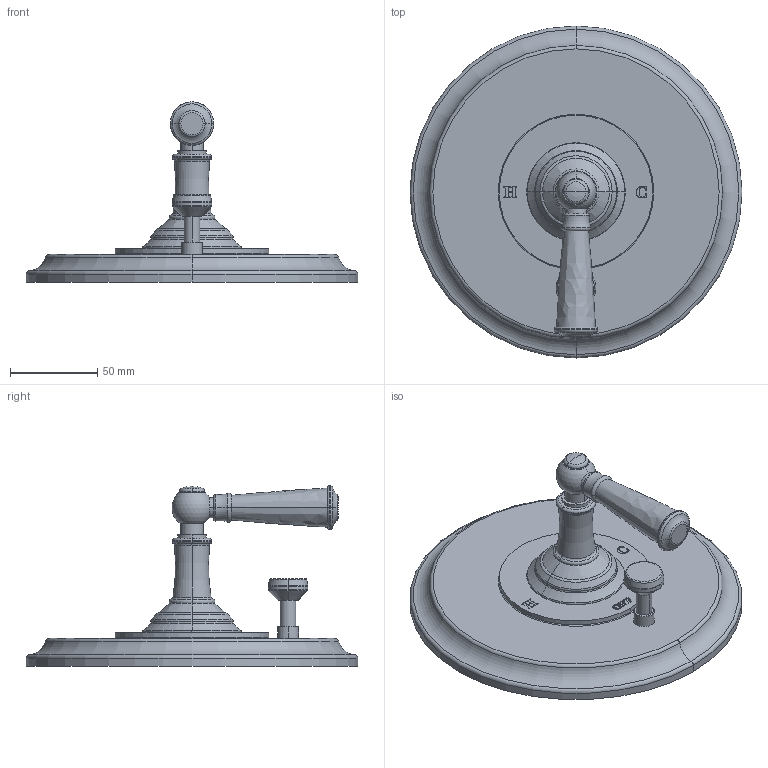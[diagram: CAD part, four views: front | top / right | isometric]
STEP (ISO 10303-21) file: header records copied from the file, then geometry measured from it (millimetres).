
FILE_DESCRIPTION((''),'2;1');
FILE_NAME('5-2412BP','2021-06-08T12:54:09',('jinson.thomas'),(''),'CREO PARAMETRIC BY PTC INC, 2018400','CREO PARAMETRIC BY PTC INC, 2018400','');
FILE_SCHEMA(('CONFIG_CONTROL_DESIGN'));
Length unit declared in the file: inch
Products named in the file (1): 5-2412BP
Bounding box: 190.5 x 190.5 x 103.43 mm (x, y, z)
Volume: 494826.7 mm3; surface area: 75697.2 mm2
Topology: 1 solids, 1 shells, 231 faces, 568 edges, 355 vertices
Faces by surface type: extrusion 95, torus 58, plane 42, cylinder 20, cone 8, bspline 4, sphere 4
Entity records: 8168 total; most frequent: CARTESIAN_POINT 2925, ORIENTED_EDGE 1132, DIRECTION 922, EDGE_CURVE 566, VERTEX_POINT 355, AXIS2_PLACEMENT_3D 319, B_SPLINE_CURVE_WITH_KNOTS 285, VECTOR 284
